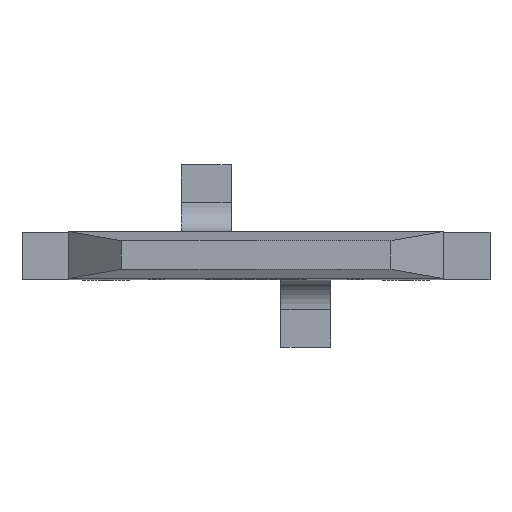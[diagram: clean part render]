
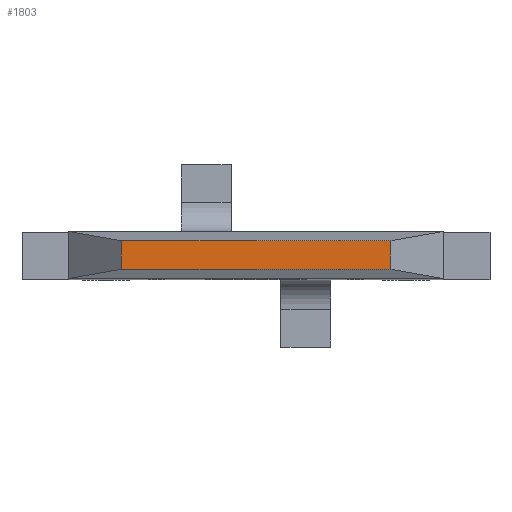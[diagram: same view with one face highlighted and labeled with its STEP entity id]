
A CAD part, top view. The second image highlights one B-rep face of the part: STEP entity #1803.
In plain terms, the highlighted planar face has unit normal (0, 0, 1).
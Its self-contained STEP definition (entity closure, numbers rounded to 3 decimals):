
#604=DIRECTION('',(0.,1.,0.));
#605=VECTOR('',#604,0.487);
#606=CARTESIAN_POINT('',(2.286,-0.243,0.));
#607=LINE('',#606,#605);
#748=DIRECTION('',(1.,0.,0.));
#749=VECTOR('',#748,4.572);
#750=CARTESIAN_POINT('',(-2.286,0.243,0.));
#751=LINE('',#750,#749);
#752=DIRECTION('',(-1.,0.,0.));
#753=VECTOR('',#752,4.572);
#754=CARTESIAN_POINT('',(2.286,-0.243,0.));
#755=LINE('',#754,#753);
#756=DIRECTION('',(0.,1.,0.));
#757=VECTOR('',#756,0.487);
#758=CARTESIAN_POINT('',(-2.286,-0.243,0.));
#759=LINE('',#758,#757);
#865=CARTESIAN_POINT('',(2.286,0.243,0.));
#867=VERTEX_POINT('',#865);
#868=CARTESIAN_POINT('',(-2.286,0.243,0.));
#869=VERTEX_POINT('',#868);
#873=CARTESIAN_POINT('',(-2.286,-0.243,0.));
#875=VERTEX_POINT('',#873);
#876=CARTESIAN_POINT('',(2.286,-0.243,0.));
#877=VERTEX_POINT('',#876);
#1792=CARTESIAN_POINT('',(-2.286,-0.4,0.));
#1793=DIRECTION('',(0.,0.,1.));
#1794=DIRECTION('',(1.,0.,0.));
#1795=AXIS2_PLACEMENT_3D('',#1792,#1793,#1794);
#1796=PLANE('',#1795);
#1797=ORIENTED_EDGE('',*,*,#1456,.T.);
#1798=ORIENTED_EDGE('',*,*,#1473,.F.);
#1799=ORIENTED_EDGE('',*,*,#1785,.T.);
#1800=ORIENTED_EDGE('',*,*,#1441,.T.);
#1801=EDGE_LOOP('',(#1797,#1798,#1799,#1800));
#1802=FACE_OUTER_BOUND('',#1801,.F.);
#1441=EDGE_CURVE('',#875,#869,#759,.T.);
#1456=EDGE_CURVE('',#869,#867,#751,.T.);
#1473=EDGE_CURVE('',#877,#867,#607,.T.);
#1785=EDGE_CURVE('',#877,#875,#755,.T.);
#1803=ADVANCED_FACE('',(#1802),#1796,.T.);
